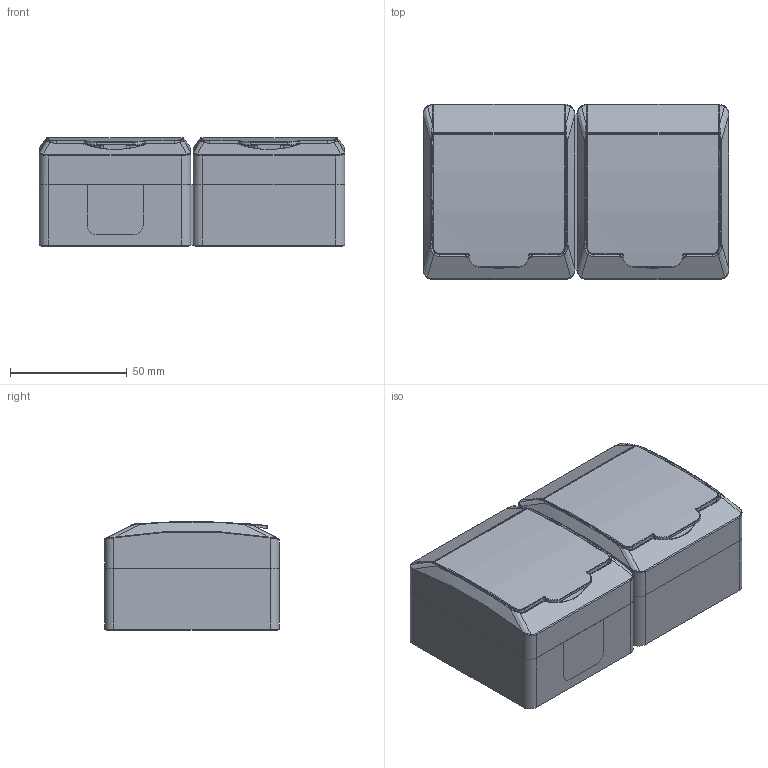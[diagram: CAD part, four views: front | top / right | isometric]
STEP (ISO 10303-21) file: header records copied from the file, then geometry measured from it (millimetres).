
FILE_DESCRIPTION (( 'STEP AP203' ), '1' );
FILE_NAME ('ERM22-K02-16-44-EC ÐÑá22-3-Ã× ðîç.2ì ñ ç_ê î_ó IP44 (öâåò êðûøêè-áåëûé) ÃÅÐÌÅÑ.STEP', '2016-11-23T09:11:08', ( '' ), ( '' ), 'SwSTEP 2.0', 'SolidWorks 2014', '' );
FILE_SCHEMA (( 'CONFIG_CONTROL_DESIGN' ));
Length unit declared in the file: millimetre
Products named in the file (2): ERM22-K02-16-44-EC ÐÑá22-3-Ã× ðîç.2ì ñ ç_ê î_ó IP44 (öâåò êðûøêè-áåëûé) ÃÅÐÌÅÑ
Bounding box: 131 x 75 x 46.5 mm (x, y, z)
Volume: 109379 mm3; surface area: 119832.3 mm2
Topology: 7 solids, 7 shells, 942 faces, 2504 edges, 1566 vertices
Faces by surface type: plane 416, cylinder 306, bspline 132, sphere 36, torus 28, cone 24
Entity records: 32843 total; most frequent: CARTESIAN_POINT 10306, ORIENTED_EDGE 4952, DIRECTION 4386, EDGE_CURVE 2476, VERTEX_POINT 1566, AXIS2_PLACEMENT_3D 1506, VECTOR 1374, LINE 1374
